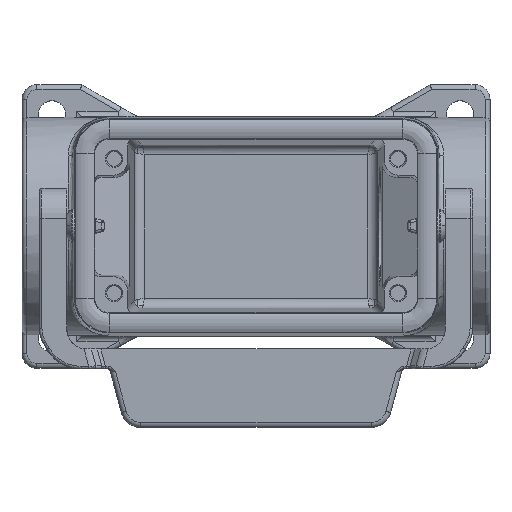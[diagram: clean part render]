
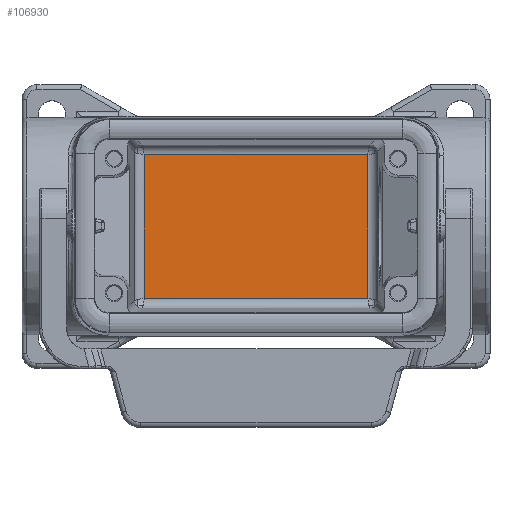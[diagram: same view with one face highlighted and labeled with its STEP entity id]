
A CAD part, top view. The second image highlights one B-rep face of the part: STEP entity #106930.
In plain terms, the highlighted face is planar.
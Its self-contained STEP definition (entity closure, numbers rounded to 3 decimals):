
#35550=CARTESIAN_POINT('',(63.637,0.,67.));
#35560=DIRECTION('',(0.,1.,0.));
#35570=VECTOR('',#35560,1.);
#35580=LINE('',#35550,#35570);
#35590=CARTESIAN_POINT('',(63.637,18.805,67.));
#35600=VERTEX_POINT('',#35590);
#35610=CARTESIAN_POINT('',(63.637,47.697,67.));
#35620=VERTEX_POINT('',#35610);
#35630=EDGE_CURVE('',#35600,#35620,#35580,.T.);
#36390=CARTESIAN_POINT('',(18.745,47.697,67.));
#36400=VERTEX_POINT('',#36390);
#36430=CARTESIAN_POINT('',(0.,47.697,67.));
#36440=DIRECTION('',(1.,0.,0.));
#36450=VECTOR('',#36440,1.);
#36460=LINE('',#36430,#36450);
#36470=EDGE_CURVE('',#36400,#35620,#36460,.T.);
#70030=CARTESIAN_POINT('',(18.745,18.805,67.));
#70040=VERTEX_POINT('',#70030);
#71390=CARTESIAN_POINT('',(0.,18.805,67.));
#71400=DIRECTION('',(-1.,0.,0.));
#71410=VECTOR('',#71400,1.);
#71420=LINE('',#71390,#71410);
#71430=EDGE_CURVE('',#35600,#70040,#71420,.T.);
#98150=CARTESIAN_POINT('',(18.745,0.,67.));
#98160=DIRECTION('',(0.,1.,0.));
#98170=VECTOR('',#98160,1.);
#98180=LINE('',#98150,#98170);
#98190=EDGE_CURVE('',#70040,#36400,#98180,.T.);
#106820=CARTESIAN_POINT('',(0.,0.,
67.));
#106830=DIRECTION('',(0.,0.,1.));
#106840=DIRECTION('',(1.,0.,0.));
#106850=AXIS2_PLACEMENT_3D('',#106820,#106830,#106840);
#106860=PLANE('',#106850);
#106870=ORIENTED_EDGE('',*,*,#98190,.T.);
#106880=ORIENTED_EDGE('',*,*,#71430,.T.);
#106890=ORIENTED_EDGE('',*,*,#35630,.F.);
#106900=ORIENTED_EDGE('',*,*,#36470,.T.);
#106910=EDGE_LOOP('',(#106900,#106890,#106880,#106870));
#106920=FACE_OUTER_BOUND('',#106910,.T.);
#106930=ADVANCED_FACE('',(#106920),#106860,.F.);
